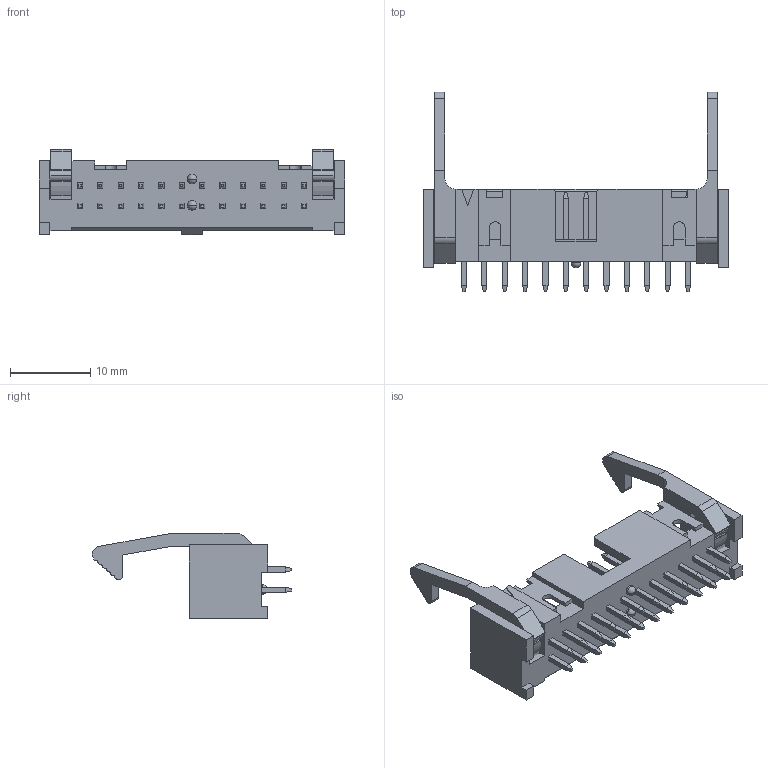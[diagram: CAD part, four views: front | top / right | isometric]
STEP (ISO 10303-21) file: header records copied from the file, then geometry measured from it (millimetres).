
FILE_DESCRIPTION( ('This file contains a STEP AP42 implementation' ,'as created by ZW3D STEP Interface translator.') ,'2;1' );
FILE_NAME( '3211-XXSXXBLX1.stp' ,'231129.17 341', (''), ('ZWCAD Software Co.'), 'Version 1.0', 'ZW3D to STEP translator', '' );
FILE_SCHEMA(('AUTOMOTIVE_DESIGN { 1 0 10303 214 1 1 1 1 }'));
Length unit declared in the file: millimetre
Products named in the file (6): 0; 3211-24SXXBLA1; G3211-40BA01; M3211-LBG01_1; M3211-LBG02_1; T1140-124
Assembly tree (27 placements, depth 2):
  0
  3211-24SXXBLA1
    G3211-40BA01
    M3211-LBG01_1
    M3211-LBG02_1
    T1140-124  x24
Bounding box: 38.1 x 24.9 x 10.62 mm (x, y, z)
Volume: 1658.3 mm3; surface area: 3387.1 mm2
Topology: 27 solids, 27 shells, 713 faces, 1691 edges, 1022 vertices
Faces by surface type: plane 649, cylinder 60, sphere 4
Entity records: 12801 total; most frequent: CARTESIAN_POINT 2147, ORIENTED_EDGE 2086, DIRECTION 2067, EDGE_CURVE 1043, VECTOR 919, LINE 919, VERTEX_POINT 654, AXIS2_PLACEMENT_3D 574
